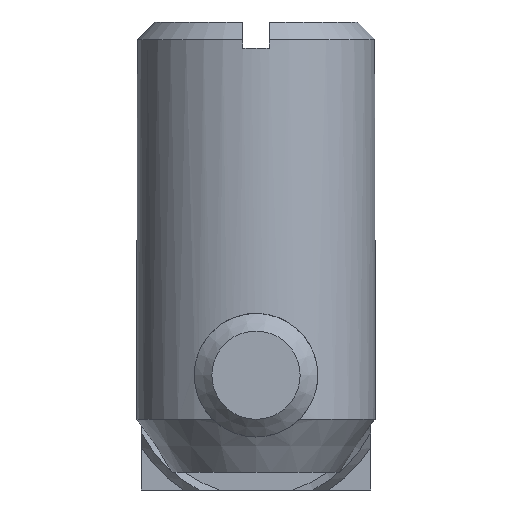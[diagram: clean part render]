
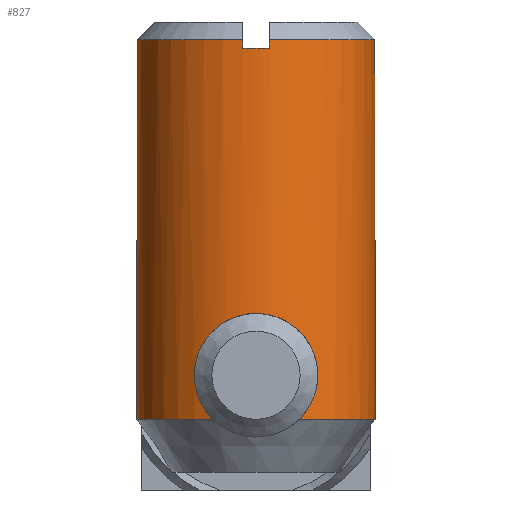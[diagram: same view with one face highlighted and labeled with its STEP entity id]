
A CAD part, left-side view. The second image highlights one B-rep face of the part: STEP entity #827.
In plain terms, the highlighted cylindrical face has radius 6.75 mm (diameter 13.5 mm), a full revolution.
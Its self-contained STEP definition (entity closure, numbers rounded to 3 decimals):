
#11=B_SPLINE_CURVE_WITH_KNOTS($,3,(#1440,#1441,#1442,#1443,#1444,#1445,
#1446,#1447,#1448,#1449,#1450,#1451,#1452,#1453,#1454,#1455,#1456,#1457,
#1458,#1459,#1460,#1461,#1462,#1463,#1464,#1465,#1466,#1467,#1468,#1469,
#1470),.UNSPECIFIED.,.F.,.F.,(4,2,2,3,2,2,2,2,2,2,2,2,2,2,4),(-0.274,
-0.27,-0.135,0.,0.135,0.27,
0.405,0.539,0.674,0.808,
0.943,1.078,1.213,1.348,1.352),
 .UNSPECIFIED.);
#12=B_SPLINE_CURVE_WITH_KNOTS($,3,(#1474,#1475,#1476,#1477,#1478,#1479,
#1480,#1481,#1482,#1483,#1484,#1485,#1486,#1487,#1488,#1489,#1490,#1491,
#1492,#1493,#1494,#1495,#1496,#1497,#1498,#1499,#1500,#1501,#1502,#1503,
#1504),.UNSPECIFIED.,.F.,.F.,(4,2,2,2,2,2,2,2,2,2,2,3,2,2,4),(-1.352,
-1.348,-1.213,-1.078,-0.943,
-0.808,-0.674,-0.539,-0.405,
-0.27,-0.135,0.,0.135,0.27,
0.274),.UNSPECIFIED.);
#23=CYLINDRICAL_SURFACE($,#914,6.75);
#35=FACE_BOUND($,#279,.T.);
#65=LINE($,#1328,#120);
#68=LINE($,#1339,#123);
#72=LINE($,#1351,#127);
#76=LINE($,#1367,#131);
#120=VECTOR($,#1056,0.5);
#123=VECTOR($,#1061,0.5);
#127=VECTOR($,#1067,0.5);
#131=VECTOR($,#1079,0.5);
#220=FACE_OUTER_BOUND($,#278,.T.);
#278=EDGE_LOOP($,(#713,#714,#715,#716,#717,#718,#719,#720));
#279=EDGE_LOOP($,(#721,#722,#723,#724));
#317=CIRCLE($,#894,6.75);
#319=CIRCLE($,#900,6.75);
#321=CIRCLE($,#904,6.75);
#324=CIRCLE($,#908,6.75);
#327=CIRCLE($,#915,6.75);
#328=CIRCLE($,#916,6.75);
#392=VERTEX_POINT($,#1318);
#393=VERTEX_POINT($,#1319);
#396=VERTEX_POINT($,#1327);
#399=VERTEX_POINT($,#1337);
#400=VERTEX_POINT($,#1338);
#404=VERTEX_POINT($,#1350);
#407=VERTEX_POINT($,#1360);
#409=VERTEX_POINT($,#1366);
#413=VERTEX_POINT($,#1438);
#414=VERTEX_POINT($,#1439);
#415=VERTEX_POINT($,#1471);
#416=VERTEX_POINT($,#1473);
#489=EDGE_CURVE($,#392,#393,#317,.T.);
#493=EDGE_CURVE($,#396,#392,#65,.T.);
#497=EDGE_CURVE($,#399,#400,#68,.T.);
#502=EDGE_CURVE($,#393,#404,#72,.T.);
#506=EDGE_CURVE($,#407,#399,#319,.T.);
#509=EDGE_CURVE($,#409,#407,#76,.T.);
#513=EDGE_CURVE($,#409,#404,#321,.T.);
#516=EDGE_CURVE($,#396,#400,#324,.T.);
#520=EDGE_CURVE($,#413,#414,#11,.T.);
#521=EDGE_CURVE($,#415,#414,#327,.T.);
#522=EDGE_CURVE($,#415,#416,#12,.T.);
#523=EDGE_CURVE($,#413,#416,#328,.T.);
#713=ORIENTED_EDGE($,*,*,#497,.T.);
#714=ORIENTED_EDGE($,*,*,#516,.F.);
#715=ORIENTED_EDGE($,*,*,#493,.T.);
#716=ORIENTED_EDGE($,*,*,#489,.T.);
#717=ORIENTED_EDGE($,*,*,#502,.T.);
#718=ORIENTED_EDGE($,*,*,#513,.F.);
#719=ORIENTED_EDGE($,*,*,#509,.T.);
#720=ORIENTED_EDGE($,*,*,#506,.T.);
#721=ORIENTED_EDGE($,*,*,#520,.T.);
#722=ORIENTED_EDGE($,*,*,#521,.F.);
#723=ORIENTED_EDGE($,*,*,#522,.T.);
#724=ORIENTED_EDGE($,*,*,#523,.F.);
#827=ADVANCED_FACE($,(#220,#35),#23,.T.);
#894=AXIS2_PLACEMENT_3D($,#1320,#1048,#1049);
#900=AXIS2_PLACEMENT_3D($,#1361,#1072,#1073);
#904=AXIS2_PLACEMENT_3D($,#1376,#1084,#1085);
#908=AXIS2_PLACEMENT_3D($,#1380,#1092,#1093);
#914=AXIS2_PLACEMENT_3D($,#1437,#1104,#1105);
#915=AXIS2_PLACEMENT_3D($,#1472,#1106,#1107);
#916=AXIS2_PLACEMENT_3D($,#1505,#1108,#1109);
#1048=DIRECTION('center_axis',(0.,0.,
-1.));
#1049=DIRECTION('ref_axis',(-1.,0.,0.));
#1056=DIRECTION($,(0.,0.,-1.));
#1061=DIRECTION($,(0.,0.,1.));
#1067=DIRECTION($,(0.,0.,1.));
#1072=DIRECTION('center_axis',(0.,0.,
-1.));
#1073=DIRECTION('ref_axis',(-1.,0.,0.));
#1079=DIRECTION($,(0.,0.,-1.));
#1084=DIRECTION('center_axis',(0.,0.,
1.));
#1085=DIRECTION('ref_axis',(1.,0.,0.));
#1092=DIRECTION('center_axis',(0.,0.,
1.));
#1093=DIRECTION('ref_axis',(1.,0.,0.));
#1104=DIRECTION('center_axis',(0.,0.,-1.));
#1105=DIRECTION('ref_axis',(-1.,0.,0.));
#1106=DIRECTION('center_axis',(0.,0.,
-1.));
#1107=DIRECTION('ref_axis',(-1.,0.,0.));
#1108=DIRECTION('center_axis',(0.,0.,
-1.));
#1109=DIRECTION('ref_axis',(-1.,0.,0.));
#1318=CARTESIAN_POINT('',(-32.208,-0.75,18.5));
#1319=CARTESIAN_POINT('',(-32.208,0.75,18.5));
#1320=CARTESIAN_POINT('Origin',(-25.5,0.,18.5));
#1327=CARTESIAN_POINT('',(-32.208,-0.75,19.));
#1328=CARTESIAN_POINT($,(-32.208,-0.75,19.));
#1337=CARTESIAN_POINT('',(-18.792,-0.75,18.5));
#1338=CARTESIAN_POINT('',(-18.792,-0.75,19.));
#1339=CARTESIAN_POINT($,(-18.792,-0.75,18.5));
#1350=CARTESIAN_POINT('',(-32.208,0.75,19.));
#1351=CARTESIAN_POINT($,(-32.208,0.75,18.5));
#1360=CARTESIAN_POINT('',(-18.792,0.75,18.5));
#1361=CARTESIAN_POINT('Origin',(-25.5,0.,18.5));
#1366=CARTESIAN_POINT('',(-18.792,0.75,19.));
#1367=CARTESIAN_POINT($,(-18.792,0.75,19.));
#1376=CARTESIAN_POINT('Origin',(-25.5,0.,19.));
#1380=CARTESIAN_POINT('Origin',(-25.5,0.,19.));
#1437=CARTESIAN_POINT('Origin',(-25.5,0.,8.75));
#1438=CARTESIAN_POINT('',(-31.79,2.449,-2.5));
#1439=CARTESIAN_POINT('',(-31.79,-2.449,-2.5));
#1440=CARTESIAN_POINT('Ctrl Pts',(-31.79,2.449,-2.5));
#1441=CARTESIAN_POINT('Ctrl Pts',(-31.787,2.458,-2.492));
#1442=CARTESIAN_POINT('Ctrl Pts',(-31.783,2.466,-2.483));
#1443=CARTESIAN_POINT('Ctrl Pts',(-31.659,2.781,-2.168));
#1444=CARTESIAN_POINT('Ctrl Pts',(-31.526,3.049,-1.781));
#1445=CARTESIAN_POINT('Ctrl Pts',(-31.33,3.408,-0.922));
#1446=CARTESIAN_POINT('Ctrl Pts',(-31.272,3.5,-0.45));
#1447=CARTESIAN_POINT('Ctrl Pts',(-31.272,3.5,0.));
#1448=CARTESIAN_POINT('Ctrl Pts',(-31.272,3.5,0.45));
#1449=CARTESIAN_POINT('Ctrl Pts',(-31.33,3.408,0.922));
#1450=CARTESIAN_POINT('Ctrl Pts',(-31.526,3.049,1.781));
#1451=CARTESIAN_POINT('Ctrl Pts',(-31.659,2.781,2.168));
#1452=CARTESIAN_POINT('Ctrl Pts',(-31.9,2.169,2.78));
#1453=CARTESIAN_POINT('Ctrl Pts',(-32.025,1.781,3.049));
#1454=CARTESIAN_POINT('Ctrl Pts',(-32.201,0.921,3.409));
#1455=CARTESIAN_POINT('Ctrl Pts',(-32.25,0.449,3.5));
#1456=CARTESIAN_POINT('Ctrl Pts',(-32.25,-0.449,3.5));
#1457=CARTESIAN_POINT('Ctrl Pts',(-32.201,-0.921,
3.409));
#1458=CARTESIAN_POINT('Ctrl Pts',(-32.025,-1.781,3.049));
#1459=CARTESIAN_POINT('Ctrl Pts',(-31.9,-2.169,2.78));
#1460=CARTESIAN_POINT('Ctrl Pts',(-31.659,-2.781,2.168));
#1461=CARTESIAN_POINT('Ctrl Pts',(-31.526,-3.049,1.781));
#1462=CARTESIAN_POINT('Ctrl Pts',(-31.33,-3.408,0.922));
#1463=CARTESIAN_POINT('Ctrl Pts',(-31.272,-3.5,0.45));
#1464=CARTESIAN_POINT('Ctrl Pts',(-31.272,-3.5,-0.45));
#1465=CARTESIAN_POINT('Ctrl Pts',(-31.33,-3.408,-0.922));
#1466=CARTESIAN_POINT('Ctrl Pts',(-31.526,-3.049,-1.781));
#1467=CARTESIAN_POINT('Ctrl Pts',(-31.659,-2.781,-2.168));
#1468=CARTESIAN_POINT('Ctrl Pts',(-31.783,-2.466,-2.483));
#1469=CARTESIAN_POINT('Ctrl Pts',(-31.787,-2.458,-2.492));
#1470=CARTESIAN_POINT('Ctrl Pts',(-31.79,-2.449,-2.5));
#1471=CARTESIAN_POINT('',(-19.21,-2.449,-2.5));
#1472=CARTESIAN_POINT('Origin',(-25.5,0.,-2.5));
#1473=CARTESIAN_POINT('',(-19.21,2.449,-2.5));
#1474=CARTESIAN_POINT('Ctrl Pts',(-19.21,-2.449,-2.5));
#1475=CARTESIAN_POINT('Ctrl Pts',(-19.213,-2.458,-2.492));
#1476=CARTESIAN_POINT('Ctrl Pts',(-19.217,-2.466,-2.483));
#1477=CARTESIAN_POINT('Ctrl Pts',(-19.341,-2.781,-2.168));
#1478=CARTESIAN_POINT('Ctrl Pts',(-19.474,-3.049,-1.781));
#1479=CARTESIAN_POINT('Ctrl Pts',(-19.67,-3.408,-0.922));
#1480=CARTESIAN_POINT('Ctrl Pts',(-19.728,-3.5,-0.45));
#1481=CARTESIAN_POINT('Ctrl Pts',(-19.728,-3.5,0.45));
#1482=CARTESIAN_POINT('Ctrl Pts',(-19.67,-3.408,0.922));
#1483=CARTESIAN_POINT('Ctrl Pts',(-19.474,-3.049,1.781));
#1484=CARTESIAN_POINT('Ctrl Pts',(-19.341,-2.781,2.168));
#1485=CARTESIAN_POINT('Ctrl Pts',(-19.1,-2.169,2.78));
#1486=CARTESIAN_POINT('Ctrl Pts',(-18.975,-1.781,3.049));
#1487=CARTESIAN_POINT('Ctrl Pts',(-18.799,-0.921,3.409));
#1488=CARTESIAN_POINT('Ctrl Pts',(-18.75,-0.449,3.5));
#1489=CARTESIAN_POINT('Ctrl Pts',(-18.75,0.449,3.5));
#1490=CARTESIAN_POINT('Ctrl Pts',(-18.799,0.921,3.409));
#1491=CARTESIAN_POINT('Ctrl Pts',(-18.975,1.781,3.049));
#1492=CARTESIAN_POINT('Ctrl Pts',(-19.1,2.169,2.78));
#1493=CARTESIAN_POINT('Ctrl Pts',(-19.341,2.781,2.168));
#1494=CARTESIAN_POINT('Ctrl Pts',(-19.474,3.049,1.781));
#1495=CARTESIAN_POINT('Ctrl Pts',(-19.67,3.408,0.922));
#1496=CARTESIAN_POINT('Ctrl Pts',(-19.728,3.5,0.45));
#1497=CARTESIAN_POINT('Ctrl Pts',(-19.728,3.5,0.));
#1498=CARTESIAN_POINT('Ctrl Pts',(-19.728,3.5,-0.45));
#1499=CARTESIAN_POINT('Ctrl Pts',(-19.67,3.408,-0.922));
#1500=CARTESIAN_POINT('Ctrl Pts',(-19.474,3.049,-1.781));
#1501=CARTESIAN_POINT('Ctrl Pts',(-19.341,2.781,-2.168));
#1502=CARTESIAN_POINT('Ctrl Pts',(-19.217,2.466,-2.483));
#1503=CARTESIAN_POINT('Ctrl Pts',(-19.213,2.458,-2.492));
#1504=CARTESIAN_POINT('Ctrl Pts',(-19.21,2.449,-2.5));
#1505=CARTESIAN_POINT('Origin',(-25.5,0.,-2.5));
